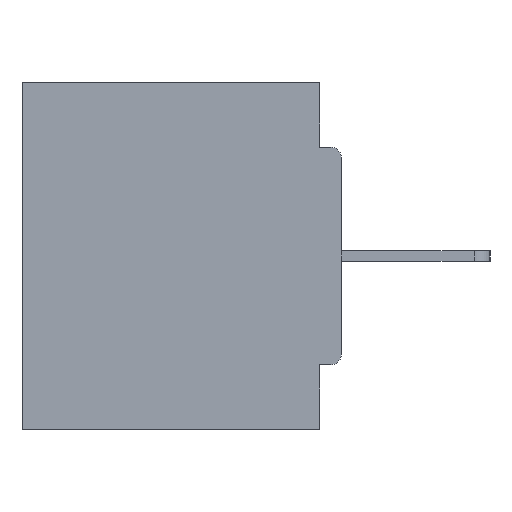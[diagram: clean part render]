
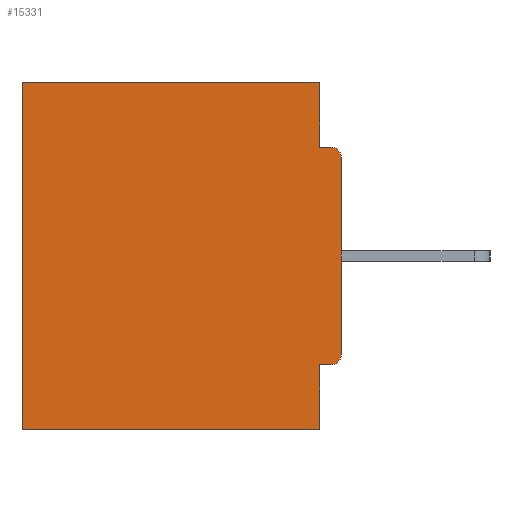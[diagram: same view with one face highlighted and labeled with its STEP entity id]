
A CAD part, left-side view. The second image highlights one B-rep face of the part: STEP entity #15331.
In plain terms, the highlighted planar face has unit normal (-1, 0, 0).
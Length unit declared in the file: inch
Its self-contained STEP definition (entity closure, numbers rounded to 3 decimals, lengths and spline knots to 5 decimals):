
#460 = VERTEX_POINT ( 'NONE', #18396 ) ;
#518 = CARTESIAN_POINT ( 'NONE',  ( 0.298, 0., -0.5 ) ) ;
#1077 = CARTESIAN_POINT ( 'NONE',  ( 0.298, 0.46, 0. ) ) ;
#1473 = EDGE_CURVE ( 'NONE', #460, #11188, #12033, .T. ) ;
#1912 = DIRECTION ( 'NONE',  ( 0., 1., 0. ) ) ;
#2394 = ORIENTED_EDGE ( 'NONE', *, *, #4948, .T. ) ;
#2639 = ORIENTED_EDGE ( 'NONE', *, *, #13992, .T. ) ;
#2745 = AXIS2_PLACEMENT_3D ( 'NONE', #16262, #18688, #3920 ) ;
#3057 = ORIENTED_EDGE ( 'NONE', *, *, #21152, .F. ) ;
#3637 = CARTESIAN_POINT ( 'NONE',  ( 0.298, 0.46, 0. ) ) ;
#3842 = DIRECTION ( 'NONE',  ( -1., 0., 0. ) ) ;
#3920 = DIRECTION ( 'NONE',  ( 0., 0., -1. ) ) ;
#4420 = ORIENTED_EDGE ( 'NONE', *, *, #14803, .F. ) ;
#4444 = CARTESIAN_POINT ( 'NONE',  ( 0.298, 0., 0. ) ) ;
#4948 = EDGE_CURVE ( 'NONE', #460, #18725, #23203, .T. ) ;
#5373 = DIRECTION ( 'NONE',  ( -1., 0., 0. ) ) ;
#5421 = VECTOR ( 'NONE', #5928, 39.37008 ) ;
#5587 = CARTESIAN_POINT ( 'NONE',  ( 0.298, 0.031, -0.5 ) ) ;
#5928 = DIRECTION ( 'NONE',  ( 0., 0., -1. ) ) ;
#6625 = CARTESIAN_POINT ( 'NONE',  ( 0.298, 0.031, -0.5 ) ) ;
#7292 = ORIENTED_EDGE ( 'NONE', *, *, #29156, .T. ) ;
#8461 = VERTEX_POINT ( 'NONE', #28017 ) ;
#9680 = EDGE_CURVE ( 'NONE', #29075, #10601, #27801, .T. ) ;
#10364 = VECTOR ( 'NONE', #11124, 39.37008 ) ;
#10585 = ORIENTED_EDGE ( 'NONE', *, *, #1473, .F. ) ;
#10601 = VERTEX_POINT ( 'NONE', #13491 ) ;
#10883 = DIRECTION ( 'NONE',  ( 0., 0., -1. ) ) ;
#11063 = VECTOR ( 'NONE', #30390, 39.37008 ) ;
#11124 = DIRECTION ( 'NONE',  ( 0., -1., 0. ) ) ;
#11188 = VERTEX_POINT ( 'NONE', #15687 ) ;
#11220 = AXIS2_PLACEMENT_3D ( 'NONE', #18618, #3842, #21101 ) ;
#11897 = EDGE_CURVE ( 'NONE', #18725, #26647, #30340, .T. ) ;
#12033 = LINE ( 'NONE', #5587, #5421 ) ;
#12330 = VECTOR ( 'NONE', #17840, 39.37008 ) ;
#13380 = VECTOR ( 'NONE', #16739, 39.37008 ) ;
#13491 = CARTESIAN_POINT ( 'NONE',  ( 0.298, 0.031, -0.4065 ) ) ;
#13692 = VERTEX_POINT ( 'NONE', #6625 ) ;
#13926 = VECTOR ( 'NONE', #10883, 39.37008 ) ;
#13992 = EDGE_CURVE ( 'NONE', #16918, #8461, #20475, .T. ) ;
#14060 = ORIENTED_EDGE ( 'NONE', *, *, #27129, .F. ) ;
#14135 = LINE ( 'NONE', #14269, #13380 ) ;
#14269 = CARTESIAN_POINT ( 'NONE',  ( 0.298, 0., 0. ) ) ;
#14403 = CARTESIAN_POINT ( 'NONE',  ( 0.298, 0.46, -0.5 ) ) ;
#14535 = CARTESIAN_POINT ( 'NONE',  ( 0.298, 0., -0.3915 ) ) ;
#14803 = EDGE_CURVE ( 'NONE', #10601, #13692, #19661, .T. ) ;
#15331 = ADVANCED_FACE ( 'NONE', ( #30117 ), #30647, .F. ) ;
#15687 = CARTESIAN_POINT ( 'NONE',  ( 0.298, 0.031, -0.0935 ) ) ;
#15991 = VECTOR ( 'NONE', #1912, 39.37008 ) ;
#16043 = CARTESIAN_POINT ( 'NONE',  ( 0.298, 0., -0.0935 ) ) ;
#16262 = CARTESIAN_POINT ( 'NONE',  ( 0.298, 0., 0. ) ) ;
#16739 = DIRECTION ( 'NONE',  ( 0., 0., -1. ) ) ;
#16918 = VERTEX_POINT ( 'NONE', #29847 ) ;
#17283 = VERTEX_POINT ( 'NONE', #14535 ) ;
#17611 = LINE ( 'NONE', #16043, #10364 ) ;
#17840 = DIRECTION ( 'NONE',  ( 0., 1., 0. ) ) ;
#17949 = ORIENTED_EDGE ( 'NONE', *, *, #11897, .T. ) ;
#18396 = CARTESIAN_POINT ( 'NONE',  ( 0.298, 0.031, 0. ) ) ;
#18618 = CARTESIAN_POINT ( 'NONE',  ( 0.298, 0.015, -0.3915 ) ) ;
#18688 = DIRECTION ( 'NONE',  ( 1., 0., 0. ) ) ;
#18725 = VERTEX_POINT ( 'NONE', #1077 ) ;
#18807 = LINE ( 'NONE', #518, #12330 ) ;
#19661 = LINE ( 'NONE', #25429, #13926 ) ;
#20128 = CARTESIAN_POINT ( 'NONE',  ( 0.298, 0.015, -0.1085 ) ) ;
#20475 = CIRCLE ( 'NONE', #22322, 0.015 ) ;
#20690 = VECTOR ( 'NONE', #28741, 39.37008 ) ;
#21101 = DIRECTION ( 'NONE',  ( 0., 0., -1. ) ) ;
#21152 = EDGE_CURVE ( 'NONE', #11188, #8461, #17611, .T. ) ;
#21541 = CARTESIAN_POINT ( 'NONE',  ( 0.298, 0., -0.4065 ) ) ;
#21630 = CARTESIAN_POINT ( 'NONE',  ( 0.298, 0.015, -0.4065 ) ) ;
#22322 = AXIS2_PLACEMENT_3D ( 'NONE', #20128, #5373, #22535 ) ;
#22535 = DIRECTION ( 'NONE',  ( 0., 0., -1. ) ) ;
#23203 = LINE ( 'NONE', #4444, #15991 ) ;
#25429 = CARTESIAN_POINT ( 'NONE',  ( 0.298, 0.031, -0.5 ) ) ;
#26194 = ORIENTED_EDGE ( 'NONE', *, *, #9680, .F. ) ;
#26647 = VERTEX_POINT ( 'NONE', #14403 ) ;
#27129 = EDGE_CURVE ( 'NONE', #16918, #17283, #14135, .T. ) ;
#27801 = LINE ( 'NONE', #21541, #20690 ) ;
#28017 = CARTESIAN_POINT ( 'NONE',  ( 0.298, 0.015, -0.0935 ) ) ;
#28741 = DIRECTION ( 'NONE',  ( 0., 1., 0. ) ) ;
#28779 = CIRCLE ( 'NONE', #11220, 0.015 ) ;
#28805 = EDGE_LOOP ( 'NONE', ( #2639, #3057, #10585, #2394, #17949, #29310, #4420, #26194, #7292, #14060 ) ) ;
#29075 = VERTEX_POINT ( 'NONE', #21630 ) ;
#29156 = EDGE_CURVE ( 'NONE', #29075, #17283, #28779, .T. ) ;
#29310 = ORIENTED_EDGE ( 'NONE', *, *, #29606, .F. ) ;
#29606 = EDGE_CURVE ( 'NONE', #13692, #26647, #18807, .T. ) ;
#29847 = CARTESIAN_POINT ( 'NONE',  ( 0.298, 0., -0.1085 ) ) ;
#30117 = FACE_OUTER_BOUND ( 'NONE', #28805, .T. ) ;
#30340 = LINE ( 'NONE', #3637, #11063 ) ;
#30390 = DIRECTION ( 'NONE',  ( 0., 0., -1. ) ) ;
#30647 = PLANE ( 'NONE',  #2745 ) ;
